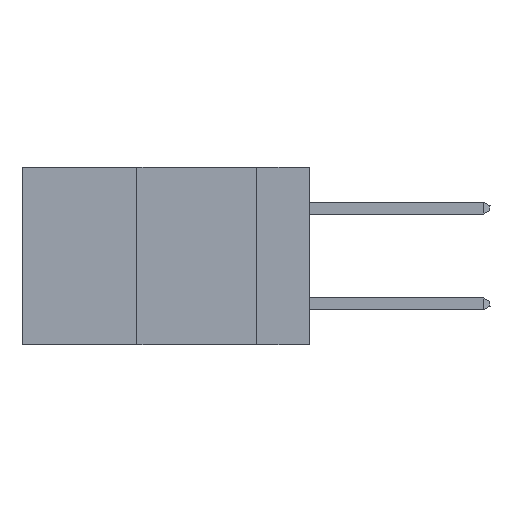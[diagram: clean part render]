
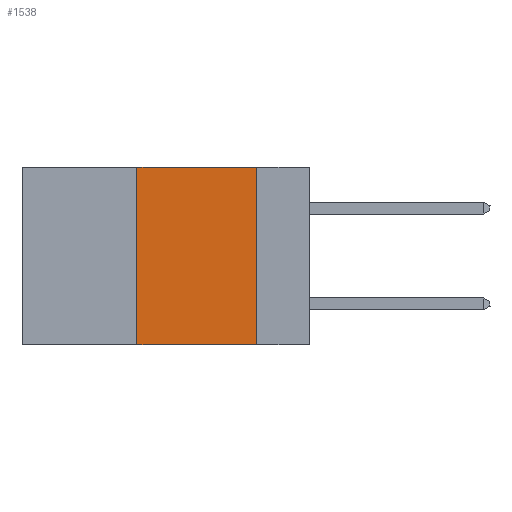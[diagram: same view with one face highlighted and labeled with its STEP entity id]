
A CAD part, left-side view. The second image highlights one B-rep face of the part: STEP entity #1538.
In plain terms, the highlighted planar face has unit normal (-1, 0, 0).
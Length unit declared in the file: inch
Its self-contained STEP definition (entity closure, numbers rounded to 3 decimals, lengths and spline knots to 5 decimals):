
#215 = EDGE_LOOP ( 'NONE', ( #12192, #10424, #11359, #7077 ) ) ;
#253 = EDGE_CURVE ( 'NONE', #3262, #9696, #4971, .T. ) ;
#1231 = DIRECTION ( 'NONE',  ( 0., 0., 1. ) ) ;
#1518 = VECTOR ( 'NONE', #13356, 39.37008 ) ;
#1538 = ADVANCED_FACE ( 'NONE', ( #7787 ), #11713, .F. ) ;
#1789 = CARTESIAN_POINT ( 'NONE',  ( 0., 0.11, 0. ) ) ;
#3013 = EDGE_CURVE ( 'NONE', #3262, #15091, #10945, .T. ) ;
#3262 = VERTEX_POINT ( 'NONE', #3309 ) ;
#3309 = CARTESIAN_POINT ( 'NONE',  ( 0., 0.36, -0.37 ) ) ;
#4567 = LINE ( 'NONE', #9377, #15867 ) ;
#4971 = LINE ( 'NONE', #12060, #1518 ) ;
#5887 = VECTOR ( 'NONE', #1231, 39.37008 ) ;
#6416 = AXIS2_PLACEMENT_3D ( 'NONE', #15474, #9196, #6461 ) ;
#6461 = DIRECTION ( 'NONE',  ( 0., 0., -1. ) ) ;
#7077 = ORIENTED_EDGE ( 'NONE', *, *, #253, .T. ) ;
#7767 = CARTESIAN_POINT ( 'NONE',  ( 0., 0.36, 0. ) ) ;
#7787 = FACE_OUTER_BOUND ( 'NONE', #215, .T. ) ;
#8052 = EDGE_CURVE ( 'NONE', #15729, #9696, #10581, .T. ) ;
#8140 = VECTOR ( 'NONE', #15923, 39.37008 ) ;
#9196 = DIRECTION ( 'NONE',  ( 1., 0., 0. ) ) ;
#9377 = CARTESIAN_POINT ( 'NONE',  ( 0., 0.6, 0. ) ) ;
#9696 = VERTEX_POINT ( 'NONE', #15255 ) ;
#9811 = CARTESIAN_POINT ( 'NONE',  ( 0., 0.36, 0. ) ) ;
#10424 = ORIENTED_EDGE ( 'NONE', *, *, #13991, .F. ) ;
#10581 = LINE ( 'NONE', #1789, #8140 ) ;
#10831 = DIRECTION ( 'NONE',  ( 0., -1., 0. ) ) ;
#10853 = CARTESIAN_POINT ( 'NONE',  ( 0., 0.11, 0. ) ) ;
#10945 = LINE ( 'NONE', #7767, #5887 ) ;
#11359 = ORIENTED_EDGE ( 'NONE', *, *, #3013, .F. ) ;
#11713 = PLANE ( 'NONE',  #6416 ) ;
#12060 = CARTESIAN_POINT ( 'NONE',  ( 0., 0.6, -0.37 ) ) ;
#12192 = ORIENTED_EDGE ( 'NONE', *, *, #8052, .F. ) ;
#13356 = DIRECTION ( 'NONE',  ( 0., -1., 0. ) ) ;
#13991 = EDGE_CURVE ( 'NONE', #15091, #15729, #4567, .T. ) ;
#15091 = VERTEX_POINT ( 'NONE', #9811 ) ;
#15255 = CARTESIAN_POINT ( 'NONE',  ( 0., 0.11, -0.37 ) ) ;
#15474 = CARTESIAN_POINT ( 'NONE',  ( 0., 0.6, 0. ) ) ;
#15729 = VERTEX_POINT ( 'NONE', #10853 ) ;
#15867 = VECTOR ( 'NONE', #10831, 39.37008 ) ;
#15923 = DIRECTION ( 'NONE',  ( 0., 0., -1. ) ) ;
